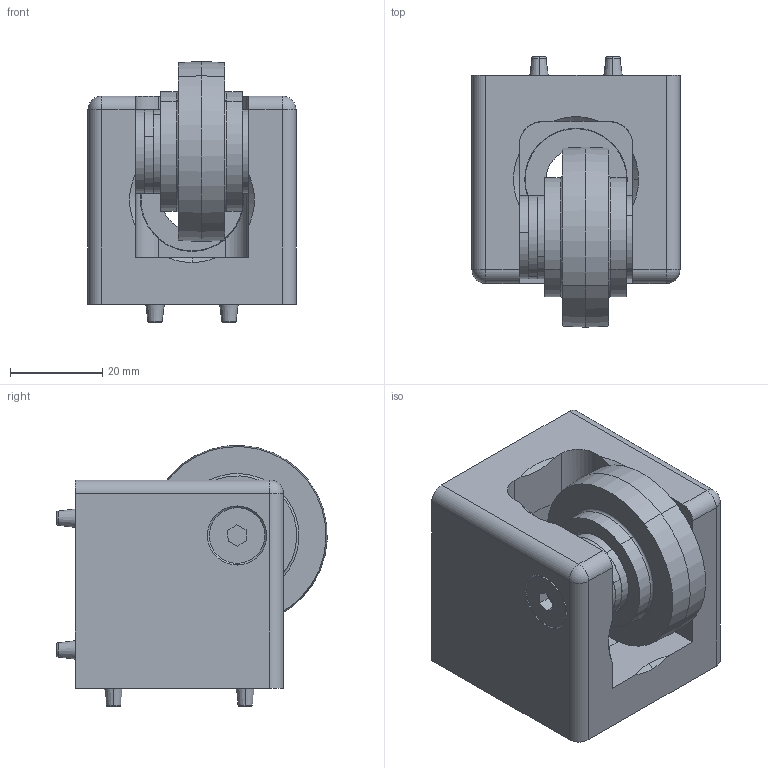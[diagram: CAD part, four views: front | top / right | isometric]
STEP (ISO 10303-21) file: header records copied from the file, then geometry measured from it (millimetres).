
FILE_DESCRIPTION (( 'STEP AP214' ), '1' );
FILE_NAME ('093098.STEP', '2014-08-19T10:17:40', ( '' ), ( '' ), 'SwSTEP 2.0', 'SolidWorks 2014', '' );
FILE_SCHEMA (( 'AUTOMOTIVE_DESIGN' ));
Length unit declared in the file: millimetre
Products named in the file (12): 340me012_Standard; 4din7991m0645m_Standard; 340me014_Standard; 093021r_093021r; 093ww453n10r_093098r01; 340me014-k_Standard; 340me014-s_Standard; 340me014-i_Standard; 093021_093021; 093098; 340me391_340me391; 340me014-a_Standard
Assembly tree (17 placements, depth 4):
  093098
    093ww453n10r_093098r01
    340me391_340me391  x4
    4din7991m0645m_Standard
    093021_093021
      340me014_Standard  x2
        340me014-i_Standard
        340me014-a_Standard
        340me014-k_Standard
        340me014-s_Standard
      340me012_Standard
      093021r_093021r
Bounding box: 45 x 58.48 x 56.48 mm (x, y, z)
Volume: 72691.7 mm3; surface area: 27537.6 mm2
Topology: 20 solids, 20 shells, 291 faces, 629 edges, 382 vertices
Faces by surface type: cone 94, cylinder 90, plane 65, torus 32, sphere 10
Entity records: 6119 total; most frequent: DIRECTION 1103, CARTESIAN_POINT 1044, ORIENTED_EDGE 858, AXIS2_PLACEMENT_3D 465, EDGE_CURVE 429, VERTEX_POINT 262, CIRCLE 244, EDGE_LOOP 233
